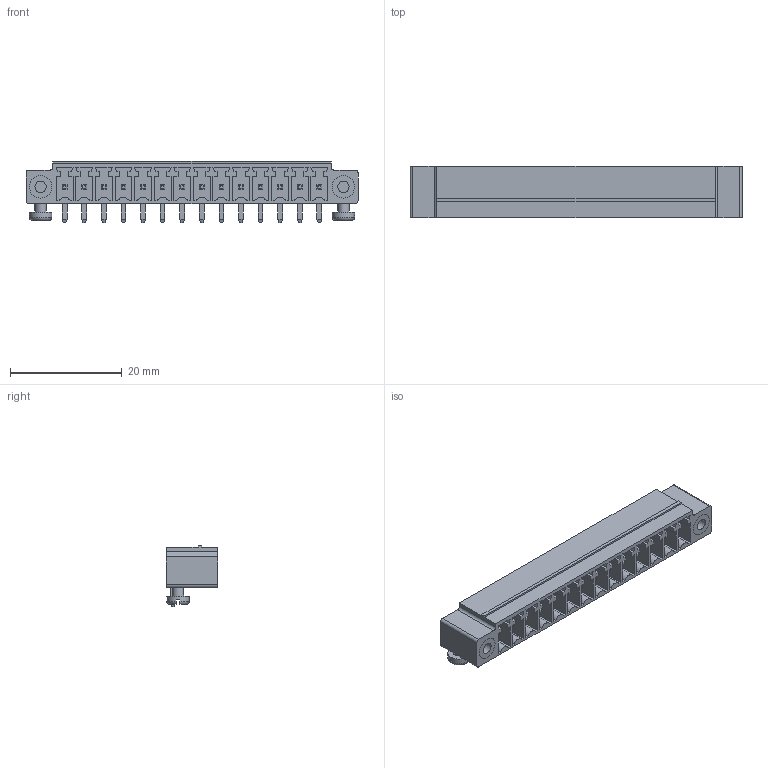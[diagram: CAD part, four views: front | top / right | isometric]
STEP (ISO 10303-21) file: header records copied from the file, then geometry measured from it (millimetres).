
FILE_DESCRIPTION(/* description */ ('model of PhoenixContact_MC-GF_14x3.50mm_Angled_ThreadedFlange_MountHole.'),/* implementation_level */ FILE_NAME(/* name */ 'PhoenixContact_MC-GF_14x3.50mm_Angled_ThreadedFlange_MountHole..stp',/* time_stamp */ '2017-02-27T14:53:02',/* author */ ('Rene Poeschl',''),/* organization */ (''),/* preprocessor_version */ '',/* originating_system */ '',/* authorisation */ '');
FILE_NAME(/* name */ 'PhoenixContact_MC-GF_14x3.50mm_Angled_ThreadedFlange_MountHole..stp',/* time_stamp */ '2017-02-27T14:53:02',/* author */ ('Rene Poeschl',''),/* organization */ (''),/* preprocessor_version */ '',/* originating_system */ '',/* authorisation */ '');
FILE_SCHEMA(('AUTOMOTIVE_DESIGN_CC2 { 1 2 10303 214 -1 1 5 4 }'));
Length unit declared in the file: millimetre
Products named in the file (1): MC_01x14_GF_3_5mm_MH
Bounding box: 59.3 x 9.2 x 10.95 mm (x, y, z)
Volume: 2504.8 mm3; surface area: 4567.3 mm2
Topology: 1 solids, 1 shells, 508 faces, 1260 edges, 804 vertices
Faces by surface type: plane 478, cylinder 26, torus 4
Full cylindrical faces by diameter (mm): 2 x4, 4 x2
Entity records: 36844 total; most frequent: CARTESIAN_POINT 7961, DIRECTION 4564, LINE 3382, VECTOR 3382, ORIENTED_EDGE 2520, PCURVE 2520, DEFINITIONAL_REPRESENTATION 2520, EDGE_CURVE 1260
